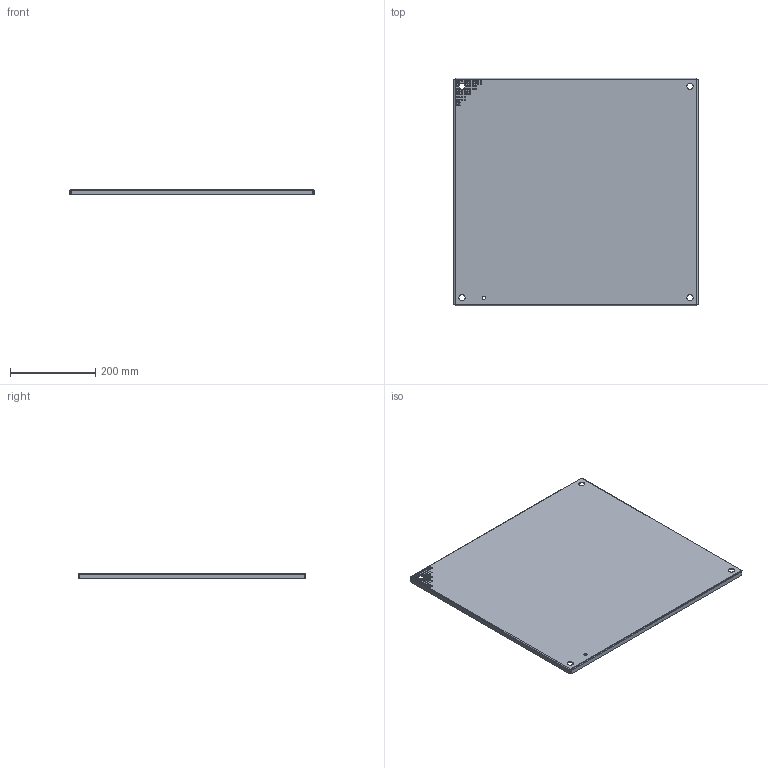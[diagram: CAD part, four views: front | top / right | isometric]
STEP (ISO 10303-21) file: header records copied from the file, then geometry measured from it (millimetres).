
FILE_DESCRIPTION (( 'STEP AP214' ), '1' );
FILE_NAME ('N1P2424PP.STEP', '2022-09-22T12:19:05', ( '' ), ( '' ), 'SwSTEP 2.0', 'SolidWorks 2021', '' );
FILE_SCHEMA (( 'AUTOMOTIVE_DESIGN' ));
Length unit declared in the file: inch
Products named in the file (1): N1P2424PP
Bounding box: 571.5 x 533.4 x 12.7 mm (x, y, z)
Volume: 612090.6 mm3; surface area: 657053.3 mm2
Topology: 1 solids, 1 shells, 158 faces, 436 edges, 280 vertices
Faces by surface type: cylinder 128, plane 22, bspline 8
Entity records: 5886 total; most frequent: CARTESIAN_POINT 1413, DIRECTION 962, ORIENTED_EDGE 872, EDGE_CURVE 436, AXIS2_PLACEMENT_3D 391, VERTEX_POINT 280, EDGE_LOOP 278, CIRCLE 240
